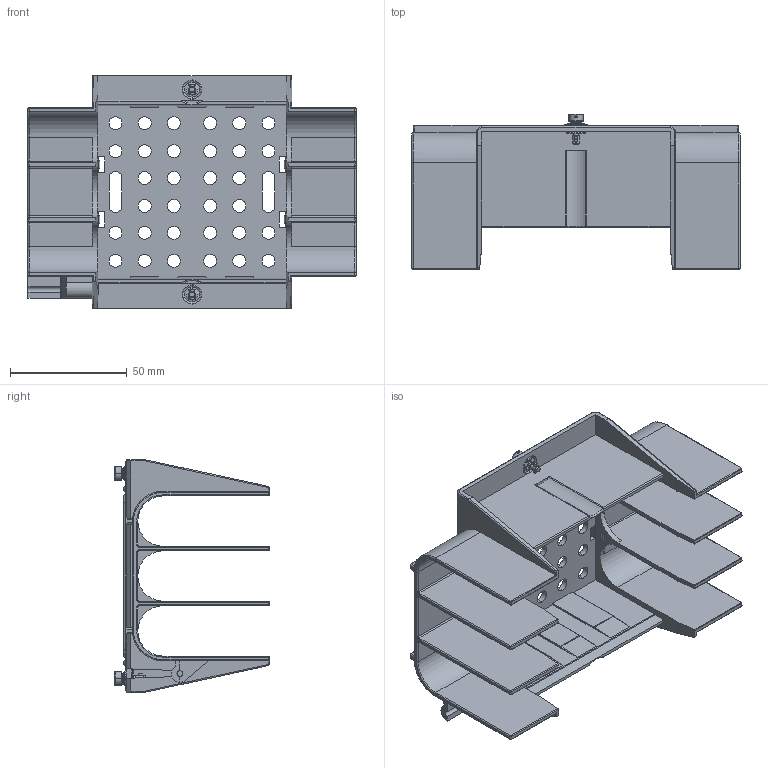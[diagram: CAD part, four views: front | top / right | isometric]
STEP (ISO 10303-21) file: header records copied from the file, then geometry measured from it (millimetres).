
FILE_DESCRIPTION((''),'2;1');
FILE_NAME('32420033000','2019-09-24T',('presta_be4'),(''),'PRO/ENGINEER BY PARAMETRIC TECHNOLOGY CORPORATION, 2014310','PRO/ENGINEER BY PARAMETRIC TECHNOLOGY CORPORATION, 2014310','');
FILE_SCHEMA(('CONFIG_CONTROL_DESIGN'));
Products named in the file (1): 32420033000
Bounding box: 140.4 x 66.34 x 99.5 mm (x, y, z)
Volume: 76403.3 mm3; surface area: 73030.2 mm2
Topology: 3 solids, 3 shells, 1925 faces, 5299 edges, 3450 vertices
Faces by surface type: plane 1434, cylinder 345, torus 59, cone 48, bspline 35, sphere 4
Entity records: 78923 total; most frequent: CARTESIAN_POINT 29821, ORIENTED_EDGE 10590, DIRECTION 9494, EDGE_CURVE 5295, VECTOR 4320, LINE 4320, VERTEX_POINT 3450, AXIS2_PLACEMENT_3D 2587
